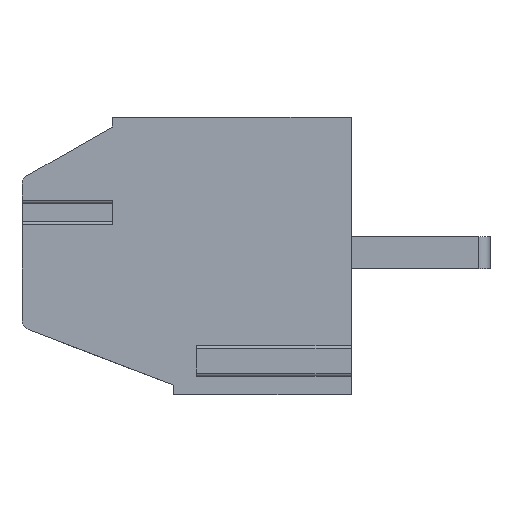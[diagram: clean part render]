
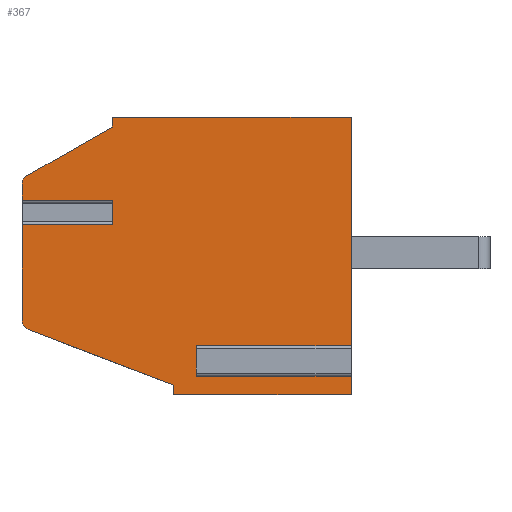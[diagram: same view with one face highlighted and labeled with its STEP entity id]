
A CAD part, left-side view. The second image highlights one B-rep face of the part: STEP entity #367.
In plain terms, the highlighted planar face has unit normal (-1, 0, 0).
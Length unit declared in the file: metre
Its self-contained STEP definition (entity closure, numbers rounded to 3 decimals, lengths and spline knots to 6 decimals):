
#367=ADVANCED_FACE('',(#864),#865,.T.);
#864=FACE_OUTER_BOUND('',#1487,.T.);
#865=PLANE('',#1488);
#1487=EDGE_LOOP('',(#2540,#2541,#2542,#2543,#2544,#2545,#2546,#2547,#2548,#2549,#2550,#2551,#2552,#2553,#2554,#2555,#2556,#2557));
#1488=AXIS2_PLACEMENT_3D('',#2558,#2559,#2560);
#2540=ORIENTED_EDGE('',*,*,#4091,.T.);
#2541=ORIENTED_EDGE('',*,*,#4092,.T.);
#2542=ORIENTED_EDGE('',*,*,#4093,.T.);
#2543=ORIENTED_EDGE('',*,*,#4094,.T.);
#2544=ORIENTED_EDGE('',*,*,#4095,.T.);
#2545=ORIENTED_EDGE('',*,*,#3796,.F.);
#2546=ORIENTED_EDGE('',*,*,#4096,.F.);
#2547=ORIENTED_EDGE('',*,*,#4097,.F.);
#2548=ORIENTED_EDGE('',*,*,#3997,.T.);
#2549=ORIENTED_EDGE('',*,*,#3788,.F.);
#2550=ORIENTED_EDGE('',*,*,#3886,.T.);
#2551=ORIENTED_EDGE('',*,*,#4098,.T.);
#2552=ORIENTED_EDGE('',*,*,#4099,.T.);
#2553=ORIENTED_EDGE('',*,*,#3760,.T.);
#2554=ORIENTED_EDGE('',*,*,#4100,.T.);
#2555=ORIENTED_EDGE('',*,*,#3799,.T.);
#2556=ORIENTED_EDGE('',*,*,#4101,.F.);
#2557=ORIENTED_EDGE('',*,*,#3988,.T.);
#2558=CARTESIAN_POINT('',(0.0,0.0099,-0.002078));
#2559=DIRECTION('',(-1.0,0.,0.0));
#2560=DIRECTION('',(0.0,0.0,1.0));
#3760=EDGE_CURVE('',#4486,#4515,#4517,.T.);
#3788=EDGE_CURVE('',#4569,#4571,#4572,.T.);
#3796=EDGE_CURVE('',#4585,#4548,#4587,.T.);
#3799=EDGE_CURVE('',#4591,#4592,#4593,.T.);
#3886=EDGE_CURVE('',#4569,#4737,#4739,.T.);
#3988=EDGE_CURVE('',#4908,#4906,#4909,.T.);
#3997=EDGE_CURVE('',#4923,#4571,#4924,.T.);
#4091=EDGE_CURVE('',#4906,#5065,#5066,.T.);
#4092=EDGE_CURVE('',#5065,#5067,#5068,.T.);
#4093=EDGE_CURVE('',#5067,#5069,#5070,.T.);
#4094=EDGE_CURVE('',#5069,#5071,#5072,.T.);
#4095=EDGE_CURVE('',#5071,#4548,#5073,.T.);
#4096=EDGE_CURVE('',#5074,#4585,#5075,.T.);
#4097=EDGE_CURVE('',#4923,#5074,#5076,.T.);
#4098=EDGE_CURVE('',#4737,#5077,#5078,.T.);
#4099=EDGE_CURVE('',#5077,#4486,#5079,.T.);
#4100=EDGE_CURVE('',#4515,#4591,#5080,.T.);
#4101=EDGE_CURVE('',#4908,#4592,#5081,.T.);
#4486=VERTEX_POINT('',#5579);
#4515=VERTEX_POINT('',#5622);
#4517=LINE('',#5625,#5626);
#4548=VERTEX_POINT('',#5669);
#4569=VERTEX_POINT('',#5696);
#4571=VERTEX_POINT('',#5699);
#4572=LINE('',#5700,#5701);
#4585=VERTEX_POINT('',#5717);
#4587=LINE('',#5719,#5720);
#4591=VERTEX_POINT('',#5724);
#4592=VERTEX_POINT('',#5725);
#4593=LINE('',#5726,#5727);
#4737=VERTEX_POINT('',#5919);
#4739=CIRCLE('',#5922,0.0003);
#4906=VERTEX_POINT('',#6163);
#4908=VERTEX_POINT('',#6165);
#4909=LINE('',#6166,#6167);
#4923=VERTEX_POINT('',#6185);
#4924=LINE('',#6186,#6187);
#5065=VERTEX_POINT('',#6415);
#5066=LINE('',#6416,#6417);
#5067=VERTEX_POINT('',#6418);
#5068=LINE('',#6419,#6420);
#5069=VERTEX_POINT('',#6421);
#5070=LINE('',#6422,#6423);
#5071=VERTEX_POINT('',#6424);
#5072=LINE('',#6425,#6426);
#5073=CIRCLE('',#6427,0.0003);
#5074=VERTEX_POINT('',#6428);
#5075=LINE('',#6429,#6430);
#5076=LINE('',#6431,#6432);
#5077=VERTEX_POINT('',#6433);
#5078=LINE('',#6434,#6435);
#5079=LINE('',#6436,#6437);
#5080=LINE('',#6438,#6439);
#5081=LINE('',#6440,#6441);
#5579=CARTESIAN_POINT('',(0.0,0.0055,-0.0086));
#5622=CARTESIAN_POINT('',(0.0,0.0,-0.0086));
#5625=CARTESIAN_POINT('',(0.0,0.0,-0.0086));
#5626=VECTOR('',#7101,1.0);
#5669=CARTESIAN_POINT('',(0.0,0.0102,-0.002078));
#5696=CARTESIAN_POINT('',(0.0,0.0102,-0.006298));
#5699=CARTESIAN_POINT('',(0.,0.0102,-0.003327));
#5700=CARTESIAN_POINT('',(0.0,0.0102,-0.006298));
#5701=VECTOR('',#7139,1.0);
#5717=CARTESIAN_POINT('',(0.,0.0102,-0.002573));
#5719=CARTESIAN_POINT('',(0.0,0.0102,-0.006298));
#5720=VECTOR('',#7155,1.0);
#5724=CARTESIAN_POINT('',(0.0,0.0,-0.007927));
#5725=CARTESIAN_POINT('',(0.,0.0048,-0.007927));
#5726=CARTESIAN_POINT('',(0.0,0.0048,-0.007927));
#5727=VECTOR('',#7159,1.0);
#5919=CARTESIAN_POINT('',(0.0,0.010007,-0.006578));
#5922=AXIS2_PLACEMENT_3D('',#7260,#7261,#7262);
#6163=CARTESIAN_POINT('',(0.0,0.0,-0.007173));
#6165=CARTESIAN_POINT('',(0.0,0.0048,-0.007173));
#6166=CARTESIAN_POINT('',(0.0,0.0,-0.007173));
#6167=VECTOR('',#7358,1.0);
#6185=CARTESIAN_POINT('',(0.,0.0074,-0.003327));
#6186=CARTESIAN_POINT('',(0.,-0.004301,-0.003327));
#6187=VECTOR('',#7369,1.0);
#6415=CARTESIAN_POINT('',(0.0,0.0,0.0));
#6416=CARTESIAN_POINT('',(0.0,0.0,0.0));
#6417=VECTOR('',#7452,1.0);
#6418=CARTESIAN_POINT('',(0.0,0.0074,0.0));
#6419=CARTESIAN_POINT('',(0.0,0.0074,0.0));
#6420=VECTOR('',#7453,1.0);
#6421=CARTESIAN_POINT('',(0.0,0.0074,-0.000304));
#6422=CARTESIAN_POINT('',(0.0,0.0074,-0.000304));
#6423=VECTOR('',#7454,1.0);
#6424=CARTESIAN_POINT('',(0.0,0.010049,-0.001818));
#6425=CARTESIAN_POINT('',(0.0,0.010049,-0.001818));
#6426=VECTOR('',#7455,1.0);
#6427=AXIS2_PLACEMENT_3D('',#7456,#7457,#7458);
#6428=CARTESIAN_POINT('',(0.,0.0074,-0.002573));
#6429=CARTESIAN_POINT('',(0.,-0.004301,-0.002573));
#6430=VECTOR('',#7459,1.0);
#6431=CARTESIAN_POINT('',(0.0,0.0074,-0.006298));
#6432=VECTOR('',#7460,1.0);
#6433=CARTESIAN_POINT('',(0.0,0.0055,-0.0083));
#6434=CARTESIAN_POINT('',(0.0,0.0055,-0.0083));
#6435=VECTOR('',#7461,1.0);
#6436=CARTESIAN_POINT('',(0.0,0.0055,-0.0086));
#6437=VECTOR('',#7462,1.0);
#6438=CARTESIAN_POINT('',(0.0,0.0,0.0));
#6439=VECTOR('',#7463,1.0);
#6440=CARTESIAN_POINT('',(0.0,0.0048,-0.007754));
#6441=VECTOR('',#7464,1.0);
#7101=DIRECTION('',(0.0,-1.0,0.));
#7139=DIRECTION('',(0.0,0.0,1.0));
#7155=DIRECTION('',(0.0,0.0,1.0));
#7159=DIRECTION('',(0.0,1.0,0.0));
#7260=CARTESIAN_POINT('',(0.0,0.0099,-0.006298));
#7261=DIRECTION('',(-1.0,0.,0.0));
#7262=DIRECTION('',(0.0,0.0,1.0));
#7358=DIRECTION('',(0.0,-1.0,0.0));
#7369=DIRECTION('',(0.0,1.0,0.0));
#7452=DIRECTION('',(0.0,0.0,1.0));
#7453=DIRECTION('',(0.0,1.0,0.0));
#7454=DIRECTION('',(0.0,0.0,-1.0));
#7455=DIRECTION('',(0.0,0.868,-0.496));
#7456=CARTESIAN_POINT('',(0.0,0.0099,-0.002078));
#7457=DIRECTION('',(-1.0,0.,0.0));
#7458=DIRECTION('',(0.0,0.0,1.0));
#7459=DIRECTION('',(0.0,1.0,0.0));
#7460=DIRECTION('',(0.0,0.0,1.0));
#7461=DIRECTION('',(0.0,-0.934,-0.357));
#7462=DIRECTION('',(0.0,0.0,-1.0));
#7463=DIRECTION('',(0.0,0.0,1.0));
#7464=DIRECTION('',(0.0,0.0,-1.0));
